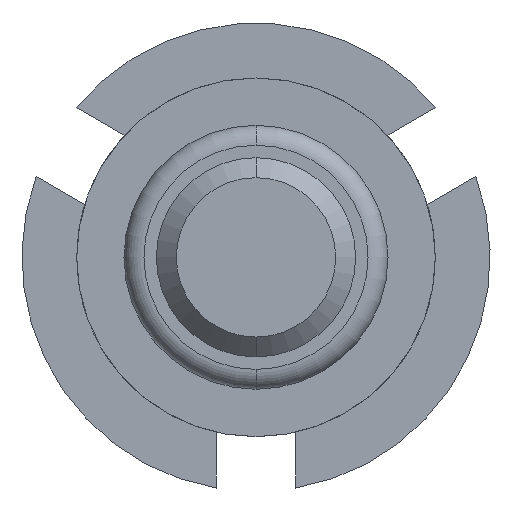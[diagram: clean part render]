
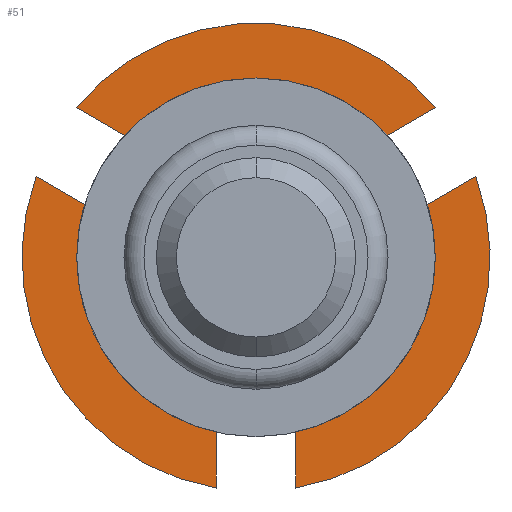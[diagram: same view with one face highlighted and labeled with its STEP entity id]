
A CAD part, front view. The second image highlights one B-rep face of the part: STEP entity #51.
In plain terms, the highlighted planar face has unit normal (0, -1, 0).
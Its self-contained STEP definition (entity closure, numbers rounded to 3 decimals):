
#11 = CARTESIAN_POINT ( 'NONE',  ( 0., 5.5, 0. ) ) ;
#34 = VECTOR ( 'NONE', #719, 1000. ) ;
#51 = ADVANCED_FACE ( 'Defeature ausgef�hrt4_26', ( #4370, #1856 ), #3908, .T. ) ;
#74 = ORIENTED_EDGE ( 'NONE', *, *, #4348, .F. ) ;
#78 = VERTEX_POINT ( 'NONE', #3372 ) ;
#228 = DIRECTION ( 'NONE',  ( 0.839, 0., -0.545 ) ) ;
#251 = DIRECTION ( 'NONE',  ( -0.839, 0., -0.545 ) ) ;
#264 = CARTESIAN_POINT ( 'NONE',  ( -2.205, 5.5, 0.811 ) ) ;
#286 = CARTESIAN_POINT ( 'NONE',  ( 1.655, 5.5, 0. ) ) ;
#452 = VERTEX_POINT ( 'NONE', #2778 ) ;
#473 = VECTOR ( 'NONE', #251, 1000. ) ;
#609 = VECTOR ( 'NONE', #1376, 1000. ) ;
#711 = LINE ( 'NONE', #4643, #4524 ) ;
#719 = DIRECTION ( 'NONE',  ( 0.866, 0., 0.5 ) ) ;
#781 = EDGE_CURVE ( 'Defeature ausgef�hrt4_34+Defeature ausgef�hrt4_26+Defeature ausgef�hrt4_35+Defeature ausgef�hrt4_43', #1303, #1546, #3401, .T. ) ;
#795 = ORIENTED_EDGE ( 'NONE', *, *, #3623, .F. ) ;
#844 = EDGE_LOOP ( 'NONE', ( #3994, #74, #2180, #3009 ) ) ;
#933 = EDGE_CURVE ( 'Defeature ausgef�hrt4_19+Defeature ausgef�hrt4_26+Defeature ausgef�hrt4_41+Defeature ausgef�hrt4_40', #452, #3581, #4443, .T. ) ;
#949 = LINE ( 'NONE', #2280, #34 ) ;
#1026 = CARTESIAN_POINT ( 'NONE',  ( 0., 5.5, 0. ) ) ;
#1045 = EDGE_CURVE ( 'Defeature ausgef�hrt4_43+Defeature ausgef�hrt4_26+Defeature ausgef�hrt4_34+Defeature ausgef�hrt4_42', #1546, #1227, #3637, .T. ) ;
#1134 = EDGE_CURVE ( 'Defeature ausgef�hrt4_30+Defeature ausgef�hrt4_26+Defeature ausgef�hrt4_27+Defeature ausgef�hrt4_29', #1163, #4807, #4634, .T. ) ;
#1163 = VERTEX_POINT ( 'NONE', #3739 ) ;
#1169 = CARTESIAN_POINT ( 'NONE',  ( 0., 5.5, 0. ) ) ;
#1227 = VERTEX_POINT ( 'NONE', #4982 ) ;
#1256 = CARTESIAN_POINT ( 'NONE',  ( 0.4, 5.5, -1.6 ) ) ;
#1280 = ORIENTED_EDGE ( 'NONE', *, *, #3961, .F. ) ;
#1284 = CARTESIAN_POINT ( 'NONE',  ( 1.186, 5.5, 1.146 ) ) ;
#1286 = EDGE_CURVE ( 'Defeature ausgef�hrt4_28+Defeature ausgef�hrt4_26+Defeature ausgef�hrt4_29+Defeature ausgef�hrt4_27', #3403, #3764, #4105, .T. ) ;
#1303 = VERTEX_POINT ( 'NONE', #1335 ) ;
#1307 = CARTESIAN_POINT ( 'NONE',  ( 1.386, 5.5, 0.8 ) ) ;
#1333 = LINE ( 'NONE', #4991, #609 ) ;
#1335 = CARTESIAN_POINT ( 'NONE',  ( -0.4, 5.5, -2.316 ) ) ;
#1376 = DIRECTION ( 'NONE',  ( 0., 0., 1. ) ) ;
#1385 = VECTOR ( 'NONE', #3676, 1000. ) ;
#1397 = VECTOR ( 'NONE', #2768, 1000. ) ;
#1484 = DIRECTION ( 'NONE',  ( 0., 0., -1. ) ) ;
#1511 = LINE ( 'NONE', #4582, #473 ) ;
#1546 = VERTEX_POINT ( 'NONE', #264 ) ;
#1549 = DIRECTION ( 'NONE',  ( 0.5, 0., 0.866 ) ) ;
#1552 = DIRECTION ( 'NONE',  ( 0., -1., 0. ) ) ;
#1790 = CARTESIAN_POINT ( 'NONE',  ( 1.655, 5.5, 0. ) ) ;
#1856 = FACE_BOUND ( 'NONE', #844, .T. ) ;
#1898 = VECTOR ( 'NONE', #3685, 1000. ) ;
#1906 = ORIENTED_EDGE ( 'NONE', *, *, #1045, .F. ) ;
#1948 = CARTESIAN_POINT ( 'NONE',  ( 0., 5.5, -1.6 ) ) ;
#1977 = VECTOR ( 'NONE', #4846, 1000. ) ;
#1999 = DIRECTION ( 'NONE',  ( 0., 1., 0. ) ) ;
#2041 = ORIENTED_EDGE ( 'NONE', *, *, #4933, .F. ) ;
#2092 = ORIENTED_EDGE ( 'NONE', *, *, #4297, .F. ) ;
#2180 = ORIENTED_EDGE ( 'NONE', *, *, #1134, .F. ) ;
#2192 = LINE ( 'NONE', #1948, #5075 ) ;
#2262 = VECTOR ( 'NONE', #2433, 1000. ) ;
#2280 = CARTESIAN_POINT ( 'NONE',  ( 0.2, 5.5, -0.346 ) ) ;
#2295 = EDGE_CURVE ( 'Defeature ausgef�hrt4_27+Defeature ausgef�hrt4_26+Defeature ausgef�hrt4_28+Defeature ausgef�hrt4_30', #3764, #1163, #1511, .T. ) ;
#2297 = VECTOR ( 'NONE', #228, 1000. ) ;
#2315 = AXIS2_PLACEMENT_3D ( 'NONE', #1169, #2333, #1484 ) ;
#2333 = DIRECTION ( 'NONE',  ( 0., 1., 0. ) ) ;
#2337 = EDGE_CURVE ( 'Defeature ausgef�hrt4_37+Defeature ausgef�hrt4_26+Defeature ausgef�hrt4_20+Defeature ausgef�hrt4_36', #3405, #3621, #1333, .T. ) ;
#2388 = DIRECTION ( 'NONE',  ( 0., 0., -1. ) ) ;
#2400 = EDGE_CURVE ( 'Defeature ausgef�hrt4_41+Defeature ausgef�hrt4_26+Defeature ausgef�hrt4_42+Defeature ausgef�hrt4_19', #2458, #452, #3479, .T. ) ;
#2408 = AXIS2_PLACEMENT_3D ( 'NONE', #1026, #4610, #3806 ) ;
#2433 = DIRECTION ( 'NONE',  ( -0.866, 0., -0.5 ) ) ;
#2458 = VERTEX_POINT ( 'NONE', #4044 ) ;
#2497 = CARTESIAN_POINT ( 'NONE',  ( -0.2, 5.5, 0.346 ) ) ;
#2551 = CARTESIAN_POINT ( 'NONE',  ( 0., 5.5, 1.075 ) ) ;
#2609 = LINE ( 'NONE', #1307, #1385 ) ;
#2723 = CARTESIAN_POINT ( 'NONE',  ( 0.2, 5.5, 0.346 ) ) ;
#2768 = DIRECTION ( 'NONE',  ( -0.866, 0., 0.5 ) ) ;
#2778 = CARTESIAN_POINT ( 'NONE',  ( -1.805, 5.5, 1.504 ) ) ;
#2814 = CARTESIAN_POINT ( 'NONE',  ( 0., 5.5, 0. ) ) ;
#2839 = CARTESIAN_POINT ( 'NONE',  ( 1.805, 5.5, 1.504 ) ) ;
#2968 = ORIENTED_EDGE ( 'NONE', *, *, #4104, .F. ) ;
#2976 = ORIENTED_EDGE ( 'NONE', *, *, #781, .F. ) ;
#3009 = ORIENTED_EDGE ( 'NONE', *, *, #2295, .F. ) ;
#3062 = ORIENTED_EDGE ( 'NONE', *, *, #2337, .F. ) ;
#3094 = VERTEX_POINT ( 'NONE', #4854 ) ;
#3106 = CIRCLE ( 'NONE', #2408, 2.35 ) ;
#3208 = CARTESIAN_POINT ( 'NONE',  ( -0.2, 5.5, -0.346 ) ) ;
#3350 = LINE ( 'NONE', #1790, #4153 ) ;
#3372 = CARTESIAN_POINT ( 'NONE',  ( 2.205, 5.5, 0.811 ) ) ;
#3401 = CIRCLE ( 'NONE', #2315, 2.35 ) ;
#3403 = VERTEX_POINT ( 'NONE', #286 ) ;
#3405 = VERTEX_POINT ( 'NONE', #4178 ) ;
#3430 = EDGE_CURVE ( 'Defeature ausgef�hrt4_20+Defeature ausgef�hrt4_26+Defeature ausgef�hrt4_38+Defeature ausgef�hrt4_37', #78, #3405, #3106, .T. ) ;
#3479 = LINE ( 'NONE', #2723, #1397 ) ;
#3581 = VERTEX_POINT ( 'NONE', #2839 ) ;
#3621 = VERTEX_POINT ( 'NONE', #1256 ) ;
#3623 = EDGE_CURVE ( 'Defeature ausgef�hrt4_40+Defeature ausgef�hrt4_26+Defeature ausgef�hrt4_19+Defeature ausgef�hrt4_39', #3581, #4305, #4837, .T. ) ;
#3637 = LINE ( 'NONE', #3208, #1977 ) ;
#3676 = DIRECTION ( 'NONE',  ( 0.5, 0., -0.866 ) ) ;
#3685 = DIRECTION ( 'NONE',  ( -0.839, 0., 0.545 ) ) ;
#3739 = CARTESIAN_POINT ( 'NONE',  ( -1.655, 5.5, 0. ) ) ;
#3752 = CARTESIAN_POINT ( 'NONE',  ( 0., 5.5, -1.075 ) ) ;
#3764 = VERTEX_POINT ( 'NONE', #2551 ) ;
#3765 = ORIENTED_EDGE ( 'NONE', *, *, #933, .F. ) ;
#3780 = CARTESIAN_POINT ( 'NONE',  ( 0., 5.5, -1.075 ) ) ;
#3806 = DIRECTION ( 'NONE',  ( 0., 0., -1. ) ) ;
#3896 = VECTOR ( 'NONE', #2388, 1000. ) ;
#3908 = PLANE ( 'NONE',  #4961 ) ;
#3961 = EDGE_CURVE ( 'Defeature ausgef�hrt4_38+Defeature ausgef�hrt4_26+Defeature ausgef�hrt4_39+Defeature ausgef�hrt4_20', #3094, #78, #949, .T. ) ;
#3968 = CARTESIAN_POINT ( 'NONE',  ( -0.4, 5.5, -1.6 ) ) ;
#3994 = ORIENTED_EDGE ( 'NONE', *, *, #1286, .F. ) ;
#4044 = CARTESIAN_POINT ( 'NONE',  ( -1.186, 5.5, 1.146 ) ) ;
#4104 = EDGE_CURVE ( 'Defeature ausgef�hrt4_35+Defeature ausgef�hrt4_26+Defeature ausgef�hrt4_36+Defeature ausgef�hrt4_34', #4192, #1303, #4901, .T. ) ;
#4105 = LINE ( 'NONE', #4427, #1898 ) ;
#4153 = VECTOR ( 'NONE', #4511, 1000. ) ;
#4178 = CARTESIAN_POINT ( 'NONE',  ( 0.4, 5.5, -2.316 ) ) ;
#4192 = VERTEX_POINT ( 'NONE', #3968 ) ;
#4297 = EDGE_CURVE ( 'Defeature ausgef�hrt4_39+Defeature ausgef�hrt4_26+Defeature ausgef�hrt4_40+Defeature ausgef�hrt4_38', #4305, #3094, #2609, .T. ) ;
#4305 = VERTEX_POINT ( 'NONE', #1284 ) ;
#4348 = EDGE_CURVE ( 'Defeature ausgef�hrt4_29+Defeature ausgef�hrt4_26+Defeature ausgef�hrt4_30+Defeature ausgef�hrt4_28', #4807, #3403, #3350, .T. ) ;
#4370 = FACE_OUTER_BOUND ( 'NONE', #4629, .T. ) ;
#4427 = CARTESIAN_POINT ( 'NONE',  ( 0., 5.5, 1.075 ) ) ;
#4443 = CIRCLE ( 'NONE', #4855, 2.35 ) ;
#4511 = DIRECTION ( 'NONE',  ( 0.839, 0., 0.545 ) ) ;
#4518 = ORIENTED_EDGE ( 'NONE', *, *, #2400, .F. ) ;
#4524 = VECTOR ( 'NONE', #1549, 1000. ) ;
#4582 = CARTESIAN_POINT ( 'NONE',  ( -1.655, 5.5, 0. ) ) ;
#4610 = DIRECTION ( 'NONE',  ( 0., 1., 0. ) ) ;
#4629 = EDGE_LOOP ( 'NONE', ( #4518, #2041, #1906, #2976, #2968, #4893, #3062, #5071, #1280, #2092, #795, #3765 ) ) ;
#4634 = LINE ( 'NONE', #3752, #2297 ) ;
#4643 = CARTESIAN_POINT ( 'NONE',  ( -1.386, 5.5, 0.8 ) ) ;
#4724 = DIRECTION ( 'NONE',  ( 0., 0., -1. ) ) ;
#4725 = DIRECTION ( 'NONE',  ( 0., 0., -1. ) ) ;
#4754 = CARTESIAN_POINT ( 'NONE',  ( -0.4, 5.5, 0. ) ) ;
#4807 = VERTEX_POINT ( 'NONE', #3780 ) ;
#4837 = LINE ( 'NONE', #2497, #2262 ) ;
#4846 = DIRECTION ( 'NONE',  ( 0.866, 0., -0.5 ) ) ;
#4854 = CARTESIAN_POINT ( 'NONE',  ( 1.586, 5.5, 0.454 ) ) ;
#4855 = AXIS2_PLACEMENT_3D ( 'NONE', #2814, #1999, #4724 ) ;
#4893 = ORIENTED_EDGE ( 'NONE', *, *, #4899, .F. ) ;
#4899 = EDGE_CURVE ( 'Defeature ausgef�hrt4_36+Defeature ausgef�hrt4_26+Defeature ausgef�hrt4_37+Defeature ausgef�hrt4_35', #3621, #4192, #2192, .T. ) ;
#4901 = LINE ( 'NONE', #4754, #3896 ) ;
#4933 = EDGE_CURVE ( 'Defeature ausgef�hrt4_42+Defeature ausgef�hrt4_26+Defeature ausgef�hrt4_43+Defeature ausgef�hrt4_41', #1227, #2458, #711, .T. ) ;
#4961 = AXIS2_PLACEMENT_3D ( 'NONE', #11, #1552, #4725 ) ;
#4982 = CARTESIAN_POINT ( 'NONE',  ( -1.586, 5.5, 0.454 ) ) ;
#4991 = CARTESIAN_POINT ( 'NONE',  ( 0.4, 5.5, 0. ) ) ;
#5071 = ORIENTED_EDGE ( 'NONE', *, *, #3430, .F. ) ;
#5075 = VECTOR ( 'NONE', #5087, 1000. ) ;
#5087 = DIRECTION ( 'NONE',  ( -1., 0., 0. ) ) ;
